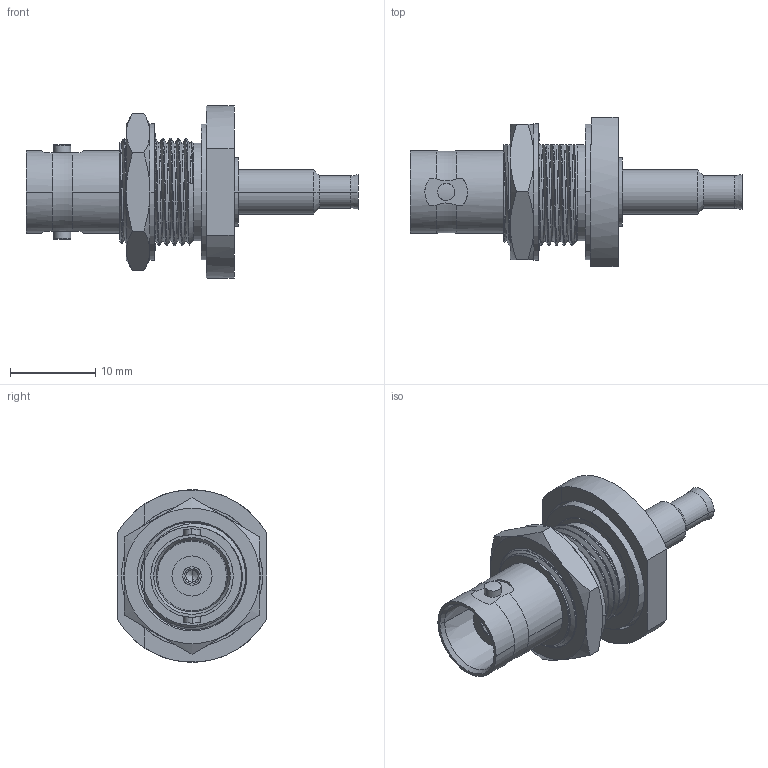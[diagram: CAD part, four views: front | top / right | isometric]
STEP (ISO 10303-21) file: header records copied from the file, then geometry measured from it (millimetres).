
FILE_DESCRIPTION((''),'2;1');
FILE_NAME('31-6929_SW0001','2020-09-16T11:09:19',('Vijayaragavan'),(''),'CREO PARAMETRIC BY PTC INC, 2019444','CREO PARAMETRIC BY PTC INC, 2019444','');
FILE_SCHEMA(('CONFIG_CONTROL_DESIGN'));
Length unit declared in the file: millimetre
Products named in the file (1): 31-6929_SW0001
Bounding box: 38.88 x 17.45 x 20.19 mm (x, y, z)
Volume: 3026.8 mm3; surface area: 3060.7 mm2
Topology: 1 solids, 1 shells, 308 faces, 877 edges, 579 vertices
Faces by surface type: bspline 116, cylinder 98, plane 51, cone 41, torus 2
Entity records: 17648 total; most frequent: CARTESIAN_POINT 10454, ORIENTED_EDGE 1750, DIRECTION 1103, EDGE_CURVE 875, VERTEX_POINT 579, AXIS2_PLACEMENT_3D 405, B_SPLINE_CURVE_WITH_KNOTS 369, EDGE_LOOP 326
